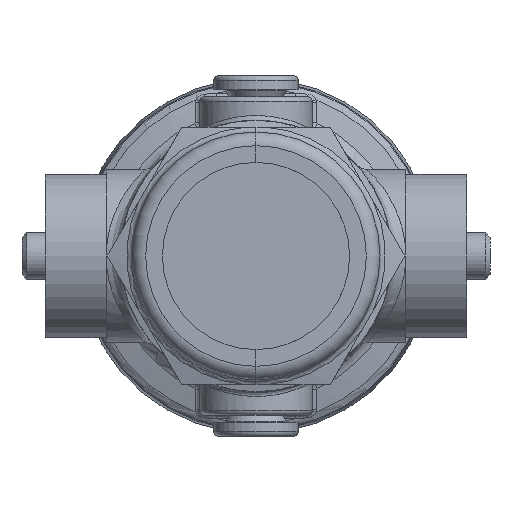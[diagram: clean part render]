
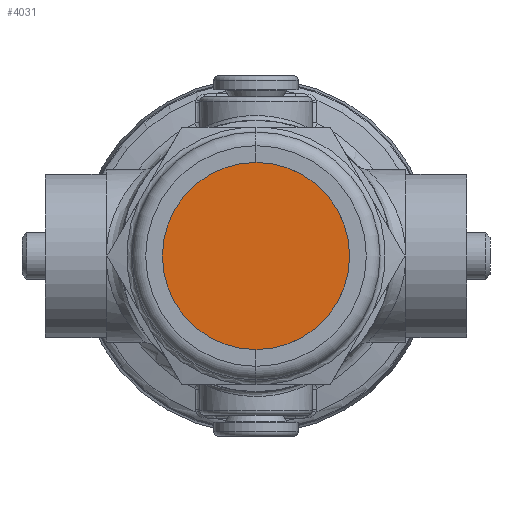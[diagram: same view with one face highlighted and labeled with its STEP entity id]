
A CAD part, front view. The second image highlights one B-rep face of the part: STEP entity #4031.
In plain terms, the highlighted planar face has unit normal (0, -1, 0).
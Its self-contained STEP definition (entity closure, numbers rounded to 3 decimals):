
#1607 = DIRECTION ( 'NONE',  ( 0., 1., 0. ) ) ;
#2172 = AXIS2_PLACEMENT_3D ( 'NONE', #8289, #1607, #3857 ) ;
#3022 = DIRECTION ( 'NONE',  ( 0., 1., 0. ) ) ;
#3059 = CARTESIAN_POINT ( 'NONE',  ( 0., -59., -20. ) ) ;
#3857 = DIRECTION ( 'NONE',  ( 0., 0., -1. ) ) ;
#3968 = AXIS2_PLACEMENT_3D ( 'NONE', #6411, #14189, #7524 ) ;
#4031 = ADVANCED_FACE ( 'NONE', ( #11203 ), #8683, .F. ) ;
#6174 = CIRCLE ( 'NONE', #3968, 20. ) ;
#6411 = CARTESIAN_POINT ( 'NONE',  ( 0., -59., 0. ) ) ;
#6928 = CIRCLE ( 'NONE', #12345, 20. ) ;
#7236 = VERTEX_POINT ( 'NONE', #12242 ) ;
#7524 = DIRECTION ( 'NONE',  ( 0., 0., -1. ) ) ;
#8289 = CARTESIAN_POINT ( 'NONE',  ( 20., -59., 0. ) ) ;
#8683 = PLANE ( 'NONE',  #2172 ) ;
#9377 = EDGE_CURVE ( 'NONE', #11547, #7236, #6928, .T. ) ;
#9729 = CARTESIAN_POINT ( 'NONE',  ( 0., -59., 0. ) ) ;
#10388 = EDGE_LOOP ( 'NONE', ( #14240, #13552 ) ) ;
#10832 = DIRECTION ( 'NONE',  ( 0., 0., -1. ) ) ;
#11203 = FACE_OUTER_BOUND ( 'NONE', #10388, .T. ) ;
#11547 = VERTEX_POINT ( 'NONE', #3059 ) ;
#12242 = CARTESIAN_POINT ( 'NONE',  ( 0., -59., 20. ) ) ;
#12345 = AXIS2_PLACEMENT_3D ( 'NONE', #9729, #3022, #10832 ) ;
#12760 = EDGE_CURVE ( 'NONE', #7236, #11547, #6174, .T. ) ;
#13552 = ORIENTED_EDGE ( 'NONE', *, *, #12760, .F. ) ;
#14189 = DIRECTION ( 'NONE',  ( 0., 1., 0. ) ) ;
#14240 = ORIENTED_EDGE ( 'NONE', *, *, #9377, .F. ) ;
